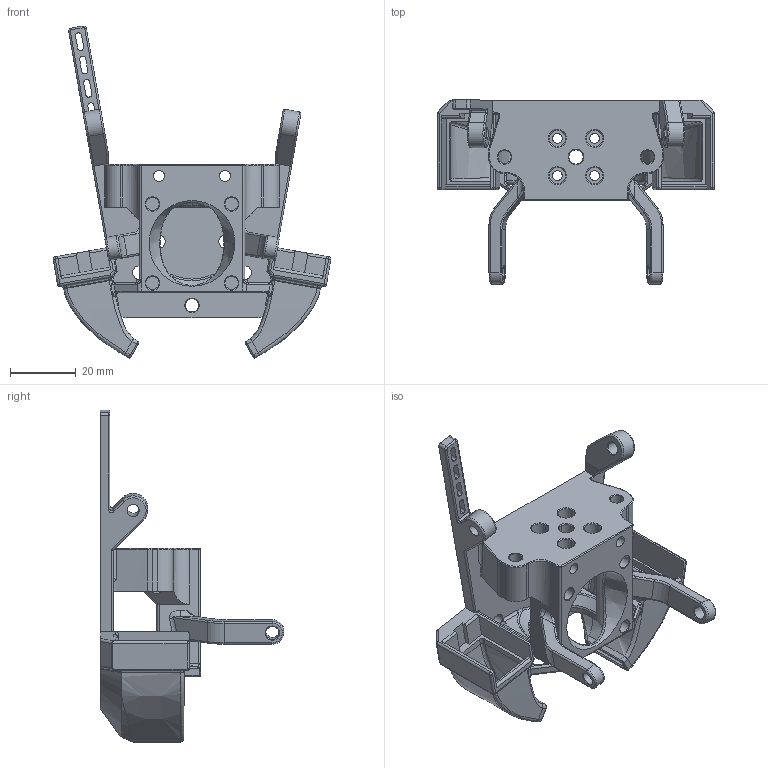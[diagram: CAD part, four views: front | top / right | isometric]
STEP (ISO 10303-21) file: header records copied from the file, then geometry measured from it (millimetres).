
FILE_DESCRIPTION(/* description */ ('Core'),/* implementation_level */ '2;1');
FILE_NAME(/* name */ 'TZV6 Sherpa extruder mounting holes.step',/* time_stamp */ '2025-07-08T13:38:31+10:00',/* author */ (''),/* organization */ (''),/* preprocessor_version */ 'ST-DEVELOPER v20.1',/* originating_system */ 'Autodesk Translation Framework v14.10.0.0',/* authorisation */ '');
FILE_SCHEMA (('AUTOMOTIVE_DESIGN { 1 0 10303 214 3 1 1 }'));
Length unit declared in the file: millimetre
Products named in the file (1): Core
Bounding box: 84.34 x 55.82 x 100.82 mm (x, y, z)
Volume: 39489.4 mm3; surface area: 25395.1 mm2
Topology: 1 solids, 1 shells, 649 faces, 1651 edges, 981 vertices
Faces by surface type: cylinder 267, plane 158, bspline 119, torus 74, cone 27, sphere 4
Full cylindrical faces by diameter (mm): 2.9 x4, 3.4 x2, 3.7 x1, 3.8 x2, 4 x11, 5 x4, 22.8 x1
Entity records: 24807 total; most frequent: CARTESIAN_POINT 9473, ORIENTED_EDGE 3254, DIRECTION 3201, EDGE_CURVE 1627, AXIS2_PLACEMENT_3D 1237, VERTEX_POINT 981, LINE 727, VECTOR 727
